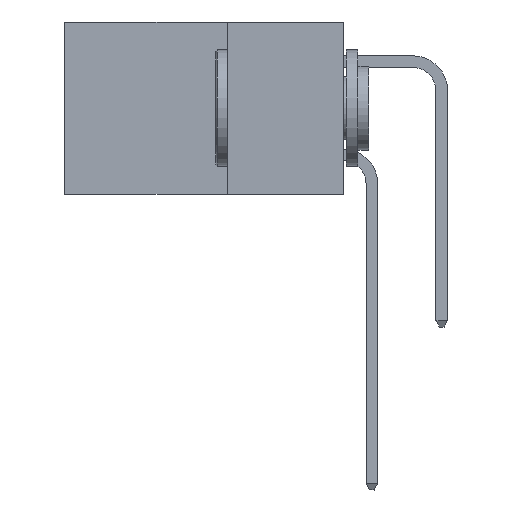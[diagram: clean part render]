
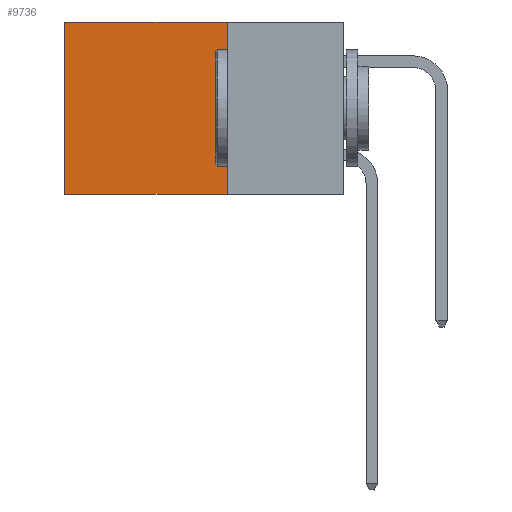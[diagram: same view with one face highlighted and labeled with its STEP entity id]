
A CAD part, left-side view. The second image highlights one B-rep face of the part: STEP entity #9736.
In plain terms, the highlighted planar face has unit normal (-1, 0, 0).
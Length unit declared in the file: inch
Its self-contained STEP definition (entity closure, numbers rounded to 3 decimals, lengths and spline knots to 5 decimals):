
#60 = CARTESIAN_POINT ( 'NONE',  ( 0.2615, 0.25, -0.37 ) ) ;
#95 = EDGE_LOOP ( 'NONE', ( #2653, #7149, #16429, #17205 ) ) ;
#172 = EDGE_CURVE ( 'NONE', #11578, #10671, #1928, .T. ) ;
#1196 = VECTOR ( 'NONE', #5857, 39.37008 ) ;
#1214 = CARTESIAN_POINT ( 'NONE',  ( 0.2615, 0.6, 0. ) ) ;
#1305 = VECTOR ( 'NONE', #5079, 39.37008 ) ;
#1661 = CARTESIAN_POINT ( 'NONE',  ( 0.2615, 0.25, 0. ) ) ;
#1928 = LINE ( 'NONE', #15688, #10539 ) ;
#1946 = DIRECTION ( 'NONE',  ( 0., 0., -1. ) ) ;
#2653 = ORIENTED_EDGE ( 'NONE', *, *, #14952, .T. ) ;
#3121 = CARTESIAN_POINT ( 'NONE',  ( 0.2615, 0.25, -0.37 ) ) ;
#3496 = EDGE_CURVE ( 'NONE', #10671, #5552, #15968, .T. ) ;
#4380 = PLANE ( 'NONE',  #9706 ) ;
#4747 = LINE ( 'NONE', #10187, #6112 ) ;
#5079 = DIRECTION ( 'NONE',  ( 0., 1., 0. ) ) ;
#5552 = VERTEX_POINT ( 'NONE', #9696 ) ;
#5857 = DIRECTION ( 'NONE',  ( 0., 1., 0. ) ) ;
#6112 = VECTOR ( 'NONE', #15628, 39.37008 ) ;
#6230 = CARTESIAN_POINT ( 'NONE',  ( 0.2615, 0.25, -0.37 ) ) ;
#7149 = ORIENTED_EDGE ( 'NONE', *, *, #3496, .F. ) ;
#7795 = CARTESIAN_POINT ( 'NONE',  ( 0.2615, 0.25, 0. ) ) ;
#8803 = DIRECTION ( 'NONE',  ( 0., 0., -1. ) ) ;
#9696 = CARTESIAN_POINT ( 'NONE',  ( 0.2615, 0.6, -0.37 ) ) ;
#9706 = AXIS2_PLACEMENT_3D ( 'NONE', #3121, #14014, #1946 ) ;
#9736 = ADVANCED_FACE ( 'NONE', ( #15340 ), #4380, .F. ) ;
#9880 = LINE ( 'NONE', #1661, #1196 ) ;
#10187 = CARTESIAN_POINT ( 'NONE',  ( 0.2615, 0.6, -0.37 ) ) ;
#10539 = VECTOR ( 'NONE', #8803, 39.37008 ) ;
#10671 = VERTEX_POINT ( 'NONE', #60 ) ;
#11578 = VERTEX_POINT ( 'NONE', #7795 ) ;
#12522 = EDGE_CURVE ( 'NONE', #11578, #16806, #9880, .T. ) ;
#14014 = DIRECTION ( 'NONE',  ( 1., 0., 0. ) ) ;
#14952 = EDGE_CURVE ( 'NONE', #16806, #5552, #4747, .T. ) ;
#15340 = FACE_OUTER_BOUND ( 'NONE', #95, .T. ) ;
#15628 = DIRECTION ( 'NONE',  ( 0., 0., -1. ) ) ;
#15688 = CARTESIAN_POINT ( 'NONE',  ( 0.2615, 0.25, -0.37 ) ) ;
#15968 = LINE ( 'NONE', #6230, #1305 ) ;
#16429 = ORIENTED_EDGE ( 'NONE', *, *, #172, .F. ) ;
#16806 = VERTEX_POINT ( 'NONE', #1214 ) ;
#17205 = ORIENTED_EDGE ( 'NONE', *, *, #12522, .T. ) ;
